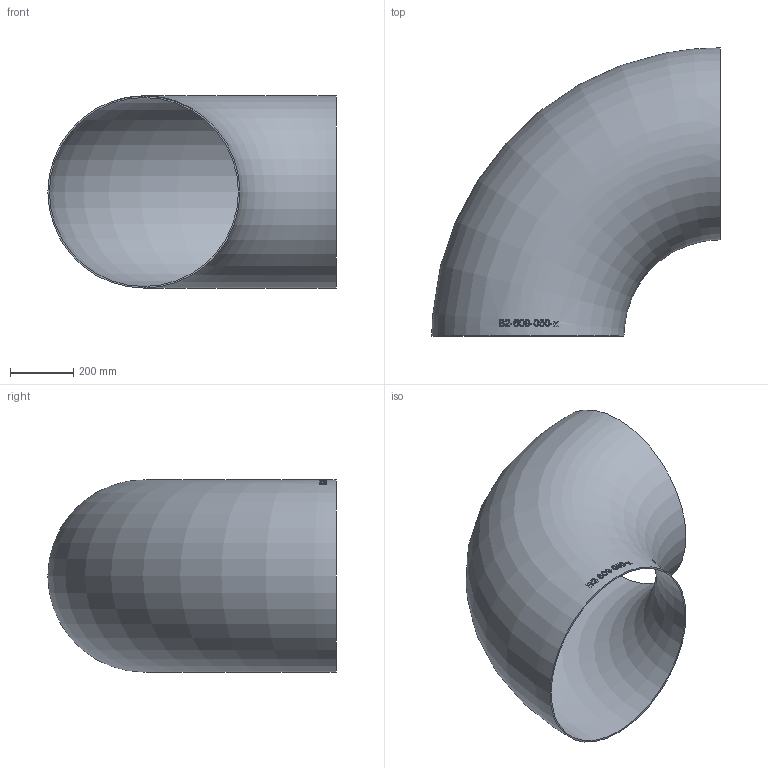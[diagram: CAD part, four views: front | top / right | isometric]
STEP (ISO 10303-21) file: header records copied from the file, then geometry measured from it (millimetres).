
FILE_DESCRIPTION (( 'STEP AP214' ), '1' );
FILE_NAME ('B2-609-050-x Bogen 2004.STEP', '2020-04-01T14:23:49', ( '' ), ( '' ), 'SwSTEP 2.0', 'SolidWorks 2019', '' );
FILE_SCHEMA (( 'AUTOMOTIVE_DESIGN' ));
Length unit declared in the file: millimetre
Products named in the file (1): B2-609-050-x Bogen 2004
Bounding box: 914.8 x 914.8 x 609.6 mm (x, y, z)
Volume: 9099879.4 mm3; surface area: 3659002.7 mm2
Topology: 1 solids, 1 shells, 159 faces, 418 edges, 279 vertices
Faces by surface type: bspline 135, torus 22, plane 2
Entity records: 41957 total; most frequent: CARTESIAN_POINT 37630, ORIENTED_EDGE 818, EDGE_CURVE 409, B_SPLINE_CURVE_WITH_KNOTS 405, VERTEX_POINT 274, EDGE_LOOP 181, FACE_OUTER_BOUND 160, ADVANCED_FACE 158
